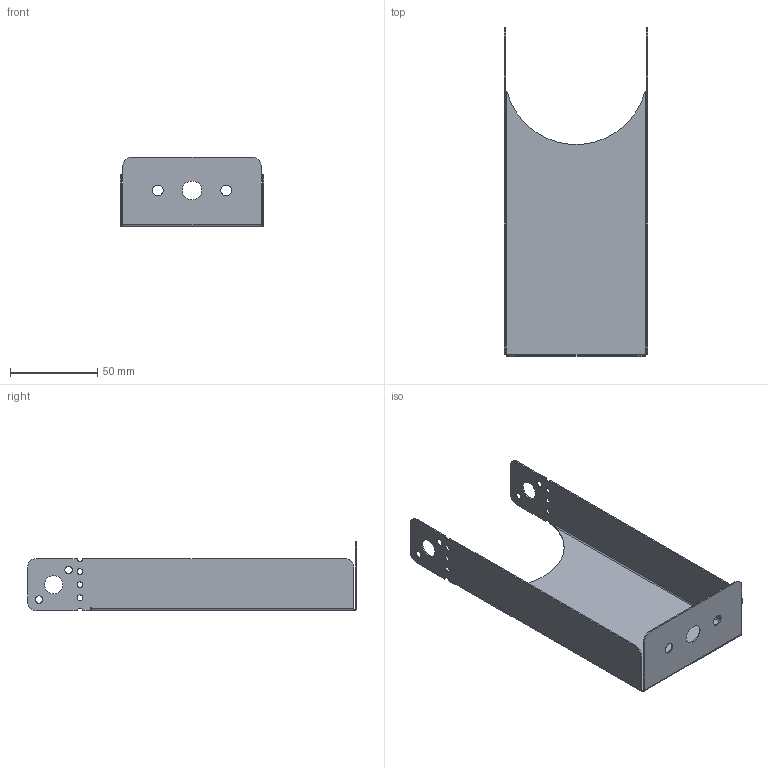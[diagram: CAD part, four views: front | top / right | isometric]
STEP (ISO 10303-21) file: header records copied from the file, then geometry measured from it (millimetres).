
FILE_DESCRIPTION((''),'2;1');
FILE_NAME('HKS-02.stp','2014-06-04T12:35:51',(''),(''),'Autodesk Inventor 2013','Autodesk Inventor 2013','');
FILE_SCHEMA(('AUTOMOTIVE_DESIGN { 1 2 10303 214 0 1 1 1 }'));
Length unit declared in the file: millimetre
Products named in the file (1): HKS-02
Bounding box: 82 x 188.4 x 40 mm (x, y, z)
Volume: 16879 mm3; surface area: 48987.7 mm2
Topology: 1 solids, 1 shells, 70 faces, 183 edges, 115 vertices
Faces by surface type: cylinder 35, plane 35
Full cylindrical faces by diameter (mm): 3.3 x6, 4.3 x4, 6.2 x2, 10.5 x2
Entity records: 2215 total; most frequent: DIRECTION 378, CARTESIAN_POINT 349, ORIENTED_EDGE 332, EDGE_CURVE 166, AXIS2_PLACEMENT_3D 141, EDGE_LOOP 114, VERTEX_POINT 112, VECTOR 96
